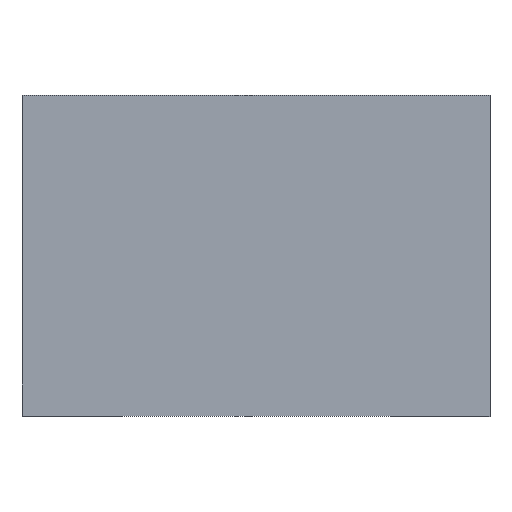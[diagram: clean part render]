
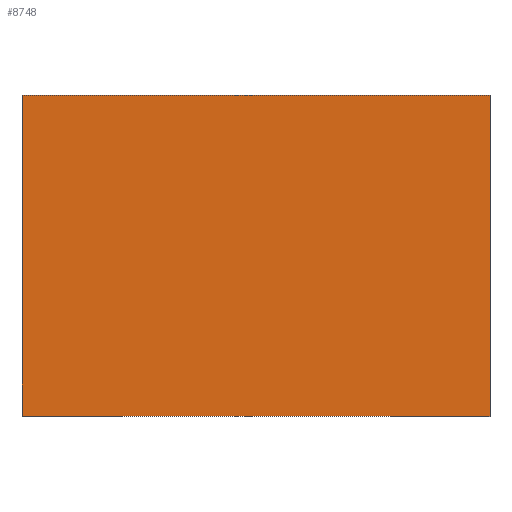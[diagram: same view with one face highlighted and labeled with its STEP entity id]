
A CAD part, top view. The second image highlights one B-rep face of the part: STEP entity #8748.
In plain terms, the highlighted planar face has unit normal (0, 0, 1).
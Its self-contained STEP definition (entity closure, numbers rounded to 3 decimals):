
#1814=ORIENTED_EDGE('',*,*,#3892,.T.);
#1815=ORIENTED_EDGE('',*,*,#3896,.T.);
#1816=ORIENTED_EDGE('',*,*,#3899,.T.);
#1817=ORIENTED_EDGE('',*,*,#3901,.T.);
#3892=EDGE_CURVE('',#4960,#4959,#5888,.T.);
#3896=EDGE_CURVE('',#4959,#4962,#5892,.T.);
#3899=EDGE_CURVE('',#4962,#4964,#5895,.T.);
#3901=EDGE_CURVE('',#4964,#4960,#5897,.T.);
#4959=VERTEX_POINT('',#13773);
#4960=VERTEX_POINT('',#13775);
#4962=VERTEX_POINT('',#13781);
#4964=VERTEX_POINT('',#13787);
#5888=LINE('',#13774,#6108);
#5892=LINE('',#13782,#6112);
#5895=LINE('',#13788,#6115);
#5897=LINE('',#13791,#6117);
#6108=VECTOR('',#10995,1000.);
#6112=VECTOR('',#11001,1000.);
#6115=VECTOR('',#11006,1000.);
#6117=VECTOR('',#11010,1000.);
#6266=EDGE_LOOP('',(#1814,#1815,#1816,#1817));
#7474=FACE_BOUND('',#6266,.T.);
#8680=PLANE('',#9539);
#8748=ADVANCED_FACE('',(#7474),#8680,.T.);
#9539=AXIS2_PLACEMENT_3D('',#13792,#11011,#11012);
#10995=DIRECTION('',(0.,-1.,0.));
#11001=DIRECTION('',(1.,0.,0.));
#11006=DIRECTION('',(0.,1.,0.));
#11010=DIRECTION('',(-1.,0.,0.));
#11011=DIRECTION('',(0.,0.,1.));
#11012=DIRECTION('',(1.,0.,0.));
#13773=CARTESIAN_POINT('',(-2.35,-1.61,2.8));
#13774=CARTESIAN_POINT('',(-2.35,1.61,2.8));
#13775=CARTESIAN_POINT('',(-2.35,1.61,2.8));
#13781=CARTESIAN_POINT('',(2.35,-1.61,2.8));
#13782=CARTESIAN_POINT('',(-2.35,-1.61,2.8));
#13787=CARTESIAN_POINT('',(2.35,1.61,2.8));
#13788=CARTESIAN_POINT('',(2.35,-1.61,2.8));
#13791=CARTESIAN_POINT('',(2.35,1.61,2.8));
#13792=CARTESIAN_POINT('',(0.,0.,2.8));
